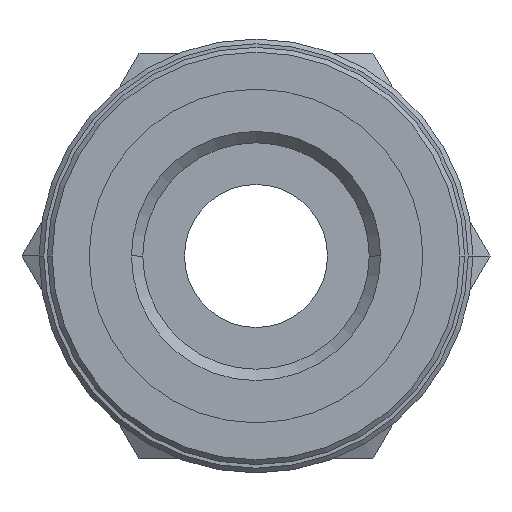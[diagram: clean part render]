
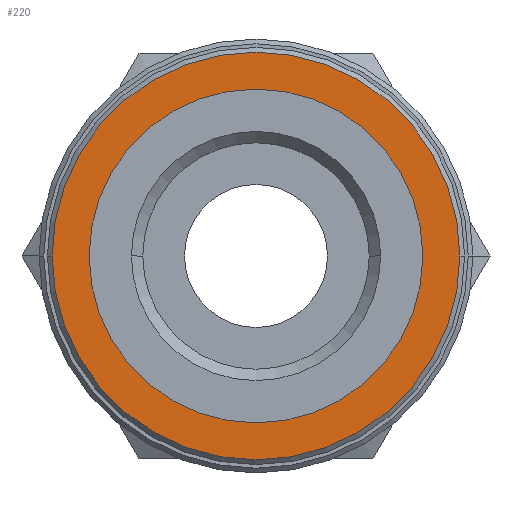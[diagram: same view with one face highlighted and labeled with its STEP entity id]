
A CAD part, front view. The second image highlights one B-rep face of the part: STEP entity #220.
In plain terms, the highlighted planar face has unit normal (0, -1, 0).
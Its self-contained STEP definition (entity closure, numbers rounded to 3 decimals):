
#220=ADVANCED_FACE('',(#448,#449),#450,.T.);
#448=FACE_BOUND('',#675,.T.);
#449=FACE_OUTER_BOUND('',#676,.T.);
#450=PLANE('',#677);
#675=EDGE_LOOP('',(#1213,#1214));
#676=EDGE_LOOP('',(#1215,#1216));
#677=AXIS2_PLACEMENT_3D('',#1217,#1218,#1219);
#1213=ORIENTED_EDGE('',*,*,#1298,.T.);
#1214=ORIENTED_EDGE('',*,*,#1457,.T.);
#1215=ORIENTED_EDGE('',*,*,#1436,.F.);
#1216=ORIENTED_EDGE('',*,*,#1442,.F.);
#1217=CARTESIAN_POINT('',(4.275,0.1,0.0));
#1218=DIRECTION('',(0.,-1.0,0.0));
#1219=DIRECTION('',(-1.0,0.,0.0));
#1298=EDGE_CURVE('',#1536,#1534,#1537,.T.);
#1436=EDGE_CURVE('',#1736,#1738,#1739,.T.);
#1442=EDGE_CURVE('',#1738,#1736,#1745,.T.);
#1457=EDGE_CURVE('',#1534,#1536,#1763,.T.);
#1534=VERTEX_POINT('',#1846);
#1536=VERTEX_POINT('',#1849);
#1537=CIRCLE('',#1850,7.0);
#1736=VERTEX_POINT('',#2288);
#1738=VERTEX_POINT('',#2291);
#1739=CIRCLE('',#2292,8.55);
#1745=CIRCLE('',#2310,8.55);
#1763=CIRCLE('',#2342,7.0);
#1846=CARTESIAN_POINT('',(7.0,0.1,0.));
#1849=CARTESIAN_POINT('',(-7.0,0.1,0.));
#1850=AXIS2_PLACEMENT_3D('',#2455,#2456,#2457);
#2288=CARTESIAN_POINT('',(8.55,0.1,0.0));
#2291=CARTESIAN_POINT('',(-8.55,0.1,0.));
#2292=AXIS2_PLACEMENT_3D('',#2645,#2646,#2647);
#2310=AXIS2_PLACEMENT_3D('',#2649,#2650,#2651);
#2342=AXIS2_PLACEMENT_3D('',#2667,#2668,#2669);
#2455=CARTESIAN_POINT('',(0.0,0.1,0.0));
#2456=DIRECTION('',(0.,1.0,0.0));
#2457=DIRECTION('',(1.0,0.,0.0));
#2645=CARTESIAN_POINT('',(0.0,0.1,0.0));
#2646=DIRECTION('',(-0.0,1.0,0.0));
#2647=DIRECTION('',(1.0,0.0,0.0));
#2649=CARTESIAN_POINT('',(0.0,0.1,0.0));
#2650=DIRECTION('',(-0.0,1.0,0.0));
#2651=DIRECTION('',(1.0,0.0,0.0));
#2667=CARTESIAN_POINT('',(0.0,0.1,0.0));
#2668=DIRECTION('',(0.,1.0,0.0));
#2669=DIRECTION('',(1.0,0.,0.0));
